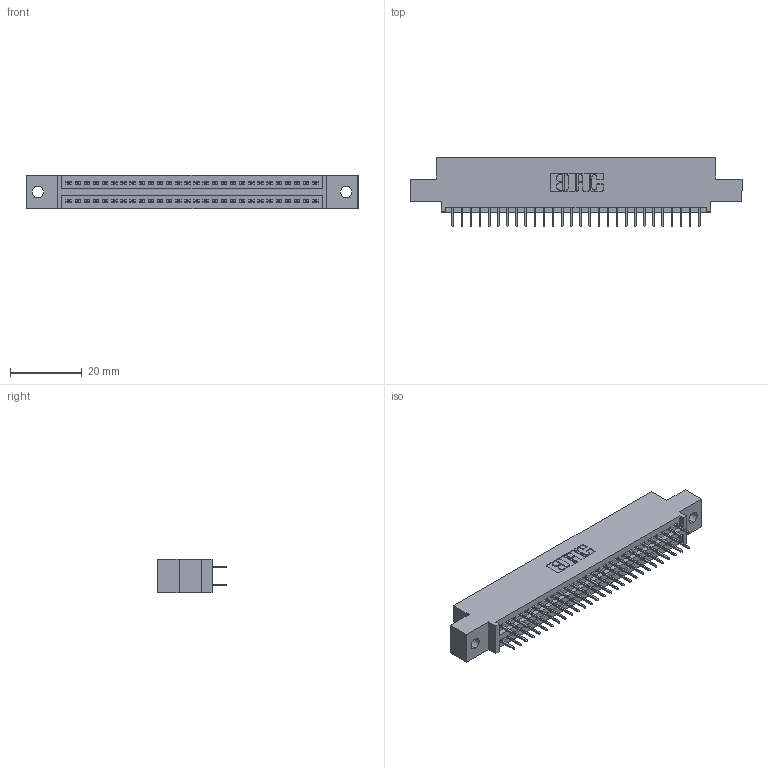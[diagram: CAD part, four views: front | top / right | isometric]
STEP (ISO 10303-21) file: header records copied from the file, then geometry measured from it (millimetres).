
FILE_DESCRIPTION (( 'STEP AP203' ), '1' );
FILE_NAME ('395-056-524-502.STEP', '2018-11-22T03:02:26', ( '' ), ( '' ), 'SwSTEP 2.0', 'SolidWorks 2016', '' );
FILE_SCHEMA (( 'CONFIG_CONTROL_DESIGN' ));
Length unit declared in the file: inch
Products named in the file (3): 345 Part_0.110 Offset - 0.128 Dia; 345-292-001_345-293-124; 395-056-524-502
Assembly tree (57 placements, depth 2):
  395-056-524-502
    345 Part_0.110 Offset - 0.128 Dia
    345-292-001_345-293-124  x56
Bounding box: 92.33 x 19.35 x 9.4 mm (x, y, z)
Volume: 8644.2 mm3; surface area: 12102.8 mm2
Topology: 57 solids, 57 shells, 3154 faces, 8921 edges, 5722 vertices
Faces by surface type: plane 2268, cylinder 886
Entity records: 24063 total; most frequent: CARTESIAN_POINT 4048, ORIENTED_EDGE 3982, DIRECTION 3587, EDGE_CURVE 1991, VECTOR 1751, LINE 1751, VERTEX_POINT 1322, AXIS2_PLACEMENT_3D 918
